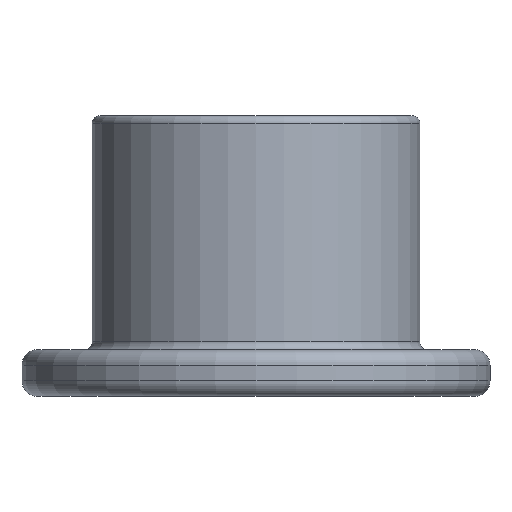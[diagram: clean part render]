
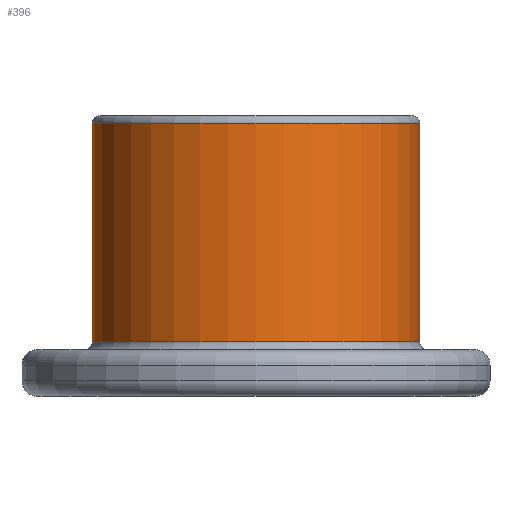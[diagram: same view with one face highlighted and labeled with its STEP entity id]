
A CAD part, front view. The second image highlights one B-rep face of the part: STEP entity #396.
In plain terms, the highlighted cylindrical face has radius 21 mm (diameter 42 mm), a partial arc.
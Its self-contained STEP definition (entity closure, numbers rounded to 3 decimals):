
#94=CARTESIAN_POINT('',(0.,0.,-1.));
#95=DIRECTION('',(0.,0.,1.));
#96=DIRECTION('',(-1.,0.,0.));
#97=AXIS2_PLACEMENT_3D('',#94,#95,#96);
#99=CARTESIAN_POINT('',(0.,0.,-29.));
#100=DIRECTION('',(0.,0.,-1.));
#101=DIRECTION('',(1.,0.,0.));
#102=AXIS2_PLACEMENT_3D('',#99,#100,#101);
#183=DIRECTION('',(0.,0.,1.));
#184=VECTOR('',#183,28.);
#185=CARTESIAN_POINT('',(-21.,0.,-29.));
#186=LINE('',#185,#184);
#192=DIRECTION('',(0.,0.,1.));
#193=VECTOR('',#192,28.);
#194=CARTESIAN_POINT('',(21.,0.,-29.));
#195=LINE('',#194,#193);
#225=CARTESIAN_POINT('',(21.,0.,-29.));
#226=CARTESIAN_POINT('',(-21.,0.,-29.));
#227=VERTEX_POINT('',#225);
#228=VERTEX_POINT('',#226);
#237=CARTESIAN_POINT('',(-21.,0.,-1.));
#238=CARTESIAN_POINT('',(21.,0.,-1.));
#239=VERTEX_POINT('',#237);
#240=VERTEX_POINT('',#238);
#382=CARTESIAN_POINT('',(0.,0.,0.));
#383=DIRECTION('',(0.,0.,1.));
#384=DIRECTION('',(-1.,0.,0.));
#385=AXIS2_PLACEMENT_3D('',#382,#383,#384);
#386=CYLINDRICAL_SURFACE('',#385,21.);
#388=ORIENTED_EDGE('',*,*,#387,.T.);
#390=ORIENTED_EDGE('',*,*,#389,.F.);
#391=ORIENTED_EDGE('',*,*,#372,.T.);
#393=ORIENTED_EDGE('',*,*,#392,.T.);
#394=EDGE_LOOP('',(#388,#390,#391,#393));
#395=FACE_OUTER_BOUND('',#394,.F.);
#396=ADVANCED_FACE('',(#395),#386,.T.);
#98=CIRCLE('',#97,21.);
#103=CIRCLE('',#102,21.);
#372=EDGE_CURVE('',#227,#228,#103,.T.);
#387=EDGE_CURVE('',#239,#240,#98,.T.);
#389=EDGE_CURVE('',#227,#240,#195,.T.);
#392=EDGE_CURVE('',#228,#239,#186,.T.);
